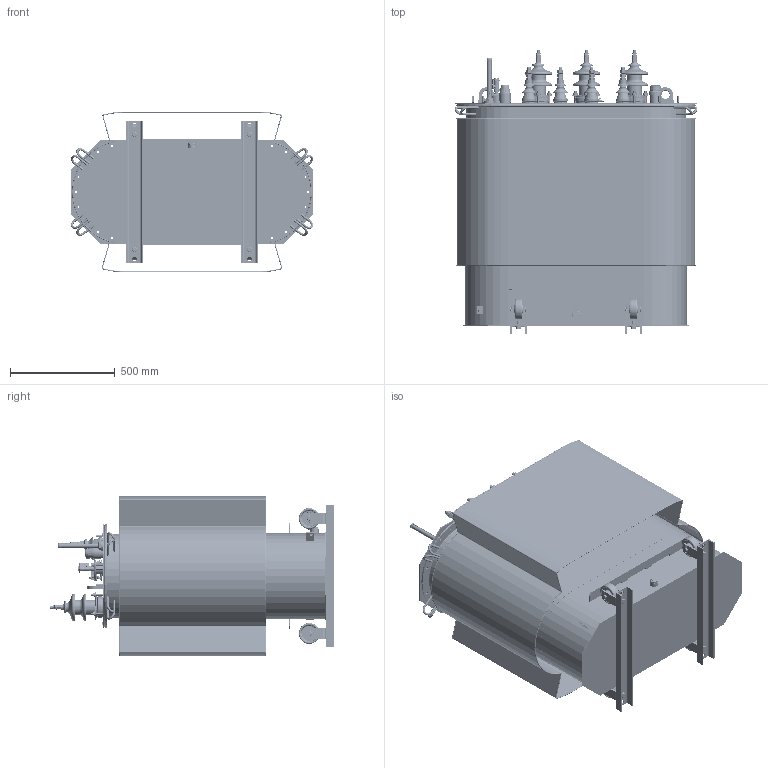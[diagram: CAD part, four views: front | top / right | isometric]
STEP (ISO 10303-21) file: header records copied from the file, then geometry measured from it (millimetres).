
FILE_DESCRIPTION(/* description */ (''),/* implementation_level */ '2;1');
FILE_NAME(/* name */ 'ТМГ33-250-10.stp',/* time_stamp */ '2019-05-14T13:36:55+03:00',/* author */ ('54405'),/* organization */ (''),/* preprocessor_version */ 'ST-DEVELOPER v15.2',/* originating_system */ 'Autodesk Inventor 2014',/* authorisation */ '');
FILE_SCHEMA (('AUTOMOTIVE_DESIGN { 1 0 10303 214 3 1 1 }'));
Products named in the file (1): Транс ТМГ33-2
50-10-У1
Bounding box: 1160.19 x 1359.9 x 768 mm (x, y, z)
Volume: 12050457.8 mm3; surface area: 12668464.5 mm2
Topology: 85 solids, 114 shells, 7358 faces, 18837 edges, 11800 vertices
Faces by surface type: plane 3427, bspline 1588, cylinder 1436, torus 439, cone 391, sphere 77
Full cylindrical faces by diameter (mm): 0.5 x1, 1.5 x4, 1.6 x3, 1.827 x2, 2 x2, 3 x2, 3.1 x2, 3.15 x3, 3.2 x2, 3.5 x1, 3.96 x1, 4 x4, 4.5 x3, 4.917 x2, 5 x15, 5.3 x2, 5.5 x2, 5.94 x5, 6 x12, 6.2 x5, 6.4 x4, 6.5 x1, 7 x11, 7.1 x2, 7.5 x1, 7.92 x3, 8 x18, 8.5 x3, 9 x5, 10 x30
Entity records: 250984 total; most frequent: CARTESIAN_POINT 82295, ORIENTED_EDGE 34498, DIRECTION 29034, EDGE_CURVE 17055, VERTEX_POINT 11504, AXIS2_PLACEMENT_3D 10335, EDGE_LOOP 9641, LINE 8364
